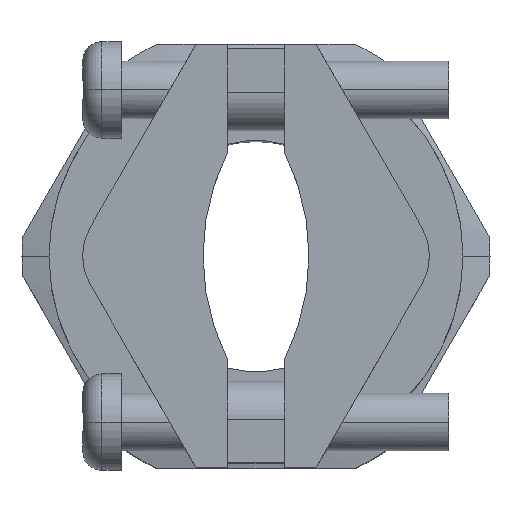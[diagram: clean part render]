
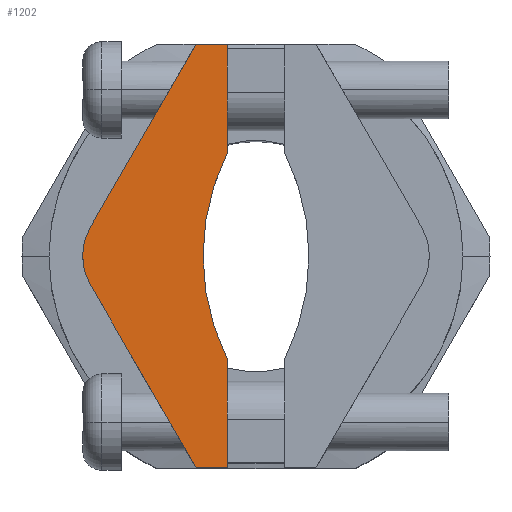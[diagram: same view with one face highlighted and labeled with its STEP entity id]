
A CAD part, top view. The second image highlights one B-rep face of the part: STEP entity #1202.
In plain terms, the highlighted planar face has unit normal (0, 0, 1).
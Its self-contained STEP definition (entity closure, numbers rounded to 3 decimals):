
#85 = LINE ( 'NONE', #86, #4065 ) ;
#86 = CARTESIAN_POINT ( 'NONE',  ( -1.5, -5.333, 34.5 ) ) ;
#87 = DIRECTION ( 'NONE',  ( 0., 1., 0. ) ) ;
#196 = LINE ( 'NONE', #197, #2414 ) ;
#197 = CARTESIAN_POINT ( 'NONE',  ( -1.5, -5.333, 34.5 ) ) ;
#198 = DIRECTION ( 'NONE',  ( 0., 1., 0. ) ) ;
#314 = EDGE_CURVE ( 'NONE', #3701, #3556, #85, .T. ) ;
#347 = EDGE_CURVE ( 'NONE', #3543, #3704, #196, .T. ) ;
#382 = EDGE_CURVE ( 'NONE', #3476, #3559, #2068, .T. ) ;
#416 = EDGE_CURVE ( 'NONE', #3559, #3206, #946, .T. ) ;
#429 = EDGE_CURVE ( 'NONE', #1632, #3608, #2219, .T. ) ;
#454 = EDGE_CURVE ( 'NONE', #3496, #3498, #2299, .T. ) ;
#455 = EDGE_CURVE ( 'NONE', #3498, #3514, #2303, .T. ) ;
#473 = EDGE_CURVE ( 'NONE', #3556, #3543, #2591, .T. ) ;
#697 = LINE ( 'NONE', #698, #2506 ) ;
#698 = CARTESIAN_POINT ( 'NONE',  ( -1.5, -11., 34.5 ) ) ;
#699 = DIRECTION ( 'NONE',  ( 1., 0., 0. ) ) ;
#771 = CARTESIAN_POINT ( 'NONE',  ( 9.25, 0., 34.5 ) ) ;
#772 = DIRECTION ( 'NONE',  ( 0., 0., -1. ) ) ;
#773 = DIRECTION ( 'NONE',  ( 1., 0., 0. ) ) ;
#928 = EDGE_CURVE ( 'NONE', #3248, #3496, #3925, .T. ) ;
#936 = EDGE_CURVE ( 'NONE', #3206, #1632, #1925, .T. ) ;
#945 = EDGE_CURVE ( 'NONE', #3514, #3476, #3979, .T. ) ;
#946 = CIRCLE ( 'NONE', #1956, 3. ) ;
#975 = EDGE_CURVE ( 'NONE', #3704, #3423, #1920, .T. ) ;
#1133 = EDGE_CURVE ( 'NONE', #3608, #3701, #697, .T. ) ;
#1158 = EDGE_CURVE ( 'NONE', #3423, #3248, #1359, .T. ) ;
#1202 = ADVANCED_FACE ( 'NONE', ( #2350 ), #4737, .T. ) ;
#1212 = VECTOR ( 'NONE', #3927, 1000. ) ;
#1220 = AXIS2_PLACEMENT_3D ( 'NONE', #3953, #3954, #3955 ) ;
#1232 = VECTOR ( 'NONE', #3981, 1000. ) ;
#1263 = AXIS2_PLACEMENT_3D ( 'NONE', #2885, #2886, #2887 ) ;
#1359 = CIRCLE ( 'NONE', #2530, 12. ) ;
#1503 = VECTOR ( 'NONE', #2593, 1000. ) ;
#1543 = ORIENTED_EDGE ( 'NONE', *, *, #382, .T. ) ;
#1544 = ORIENTED_EDGE ( 'NONE', *, *, #473, .T. ) ;
#1548 = ORIENTED_EDGE ( 'NONE', *, *, #1133, .T. ) ;
#1555 = ORIENTED_EDGE ( 'NONE', *, *, #416, .T. ) ;
#1561 = ORIENTED_EDGE ( 'NONE', *, *, #314, .T. ) ;
#1568 = ORIENTED_EDGE ( 'NONE', *, *, #936, .T. ) ;
#1572 = ORIENTED_EDGE ( 'NONE', *, *, #945, .T. ) ;
#1575 = ORIENTED_EDGE ( 'NONE', *, *, #455, .T. ) ;
#1576 = ORIENTED_EDGE ( 'NONE', *, *, #454, .T. ) ;
#1580 = ORIENTED_EDGE ( 'NONE', *, *, #429, .T. ) ;
#1581 = ORIENTED_EDGE ( 'NONE', *, *, #928, .T. ) ;
#1587 = ORIENTED_EDGE ( 'NONE', *, *, #347, .T. ) ;
#1588 = ORIENTED_EDGE ( 'NONE', *, *, #1158, .T. ) ;
#1589 = ORIENTED_EDGE ( 'NONE', *, *, #975, .T. ) ;
#1632 = VERTEX_POINT ( 'NONE', #4766 ) ;
#1633 = EDGE_LOOP ( 'NONE', ( #1548, #1561, #1544, #1587, #1589, #1588, #1581, #1576, #1575, #1572, #1543, #1555, #1568, #1580 ) ) ;
#1920 = CIRCLE ( 'NONE', #1263, 12. ) ;
#1925 = CIRCLE ( 'NONE', #1220, 3. ) ;
#1947 = VECTOR ( 'NONE', #2301, 1000. ) ;
#1956 = AXIS2_PLACEMENT_3D ( 'NONE', #2177, #2178, #2179 ) ;
#1962 = VECTOR ( 'NONE', #2221, 1000. ) ;
#1998 = VECTOR ( 'NONE', #2305, 1000. ) ;
#2068 = LINE ( 'NONE', #2069, #2398 ) ;
#2069 = CARTESIAN_POINT ( 'NONE',  ( -3.113, 11., 34.5 ) ) ;
#2070 = DIRECTION ( 'NONE',  ( -0.5, -0.866, 0. ) ) ;
#2177 = CARTESIAN_POINT ( 'NONE',  ( -6., 0., 34.5 ) ) ;
#2178 = DIRECTION ( 'NONE',  ( 0., 0., 1. ) ) ;
#2179 = DIRECTION ( 'NONE',  ( 1., 0., 0. ) ) ;
#2219 = LINE ( 'NONE', #2220, #1962 ) ;
#2220 = CARTESIAN_POINT ( 'NONE',  ( -3.113, -11., 34.5 ) ) ;
#2221 = DIRECTION ( 'NONE',  ( 0.5, -0.866, 0. ) ) ;
#2299 = LINE ( 'NONE', #2300, #1947 ) ;
#2300 = CARTESIAN_POINT ( 'NONE',  ( -1.5, 5.333, 34.5 ) ) ;
#2301 = DIRECTION ( 'NONE',  ( 0., 1., 0. ) ) ;
#2303 = LINE ( 'NONE', #2304, #1998 ) ;
#2304 = CARTESIAN_POINT ( 'NONE',  ( -1.5, 5.333, 34.5 ) ) ;
#2305 = DIRECTION ( 'NONE',  ( 0., 1., 0. ) ) ;
#2346 = AXIS2_PLACEMENT_3D ( 'NONE', #4738, #4739, #4740 ) ;
#2350 = FACE_OUTER_BOUND ( 'NONE', #1633, .T. ) ;
#2398 = VECTOR ( 'NONE', #2070, 1000. ) ;
#2414 = VECTOR ( 'NONE', #198, 1000. ) ;
#2506 = VECTOR ( 'NONE', #699, 1000. ) ;
#2530 = AXIS2_PLACEMENT_3D ( 'NONE', #771, #772, #773 ) ;
#2591 = LINE ( 'NONE', #2592, #1503 ) ;
#2592 = CARTESIAN_POINT ( 'NONE',  ( -1.5, -5.333, 34.5 ) ) ;
#2593 = DIRECTION ( 'NONE',  ( 0., 1., 0. ) ) ;
#2885 = CARTESIAN_POINT ( 'NONE',  ( 9.25, 0., 34.5 ) ) ;
#2886 = DIRECTION ( 'NONE',  ( 0., 0., -1. ) ) ;
#2887 = DIRECTION ( 'NONE',  ( 1., 0., 0. ) ) ;
#3206 = VERTEX_POINT ( 'NONE', #4808 ) ;
#3248 = VERTEX_POINT ( 'NONE', #4818 ) ;
#3423 = VERTEX_POINT ( 'NONE', #4864 ) ;
#3476 = VERTEX_POINT ( 'NONE', #4882 ) ;
#3496 = VERTEX_POINT ( 'NONE', #4891 ) ;
#3498 = VERTEX_POINT ( 'NONE', #4892 ) ;
#3514 = VERTEX_POINT ( 'NONE', #4904 ) ;
#3543 = VERTEX_POINT ( 'NONE', #4417 ) ;
#3556 = VERTEX_POINT ( 'NONE', #4429 ) ;
#3559 = VERTEX_POINT ( 'NONE', #4433 ) ;
#3608 = VERTEX_POINT ( 'NONE', #4484 ) ;
#3701 = VERTEX_POINT ( 'NONE', #4561 ) ;
#3704 = VERTEX_POINT ( 'NONE', #4564 ) ;
#3925 = LINE ( 'NONE', #3926, #1212 ) ;
#3926 = CARTESIAN_POINT ( 'NONE',  ( -1.5, 5.333, 34.5 ) ) ;
#3927 = DIRECTION ( 'NONE',  ( 0., 1., 0. ) ) ;
#3953 = CARTESIAN_POINT ( 'NONE',  ( -6., 0., 34.5 ) ) ;
#3954 = DIRECTION ( 'NONE',  ( 0., 0., 1. ) ) ;
#3955 = DIRECTION ( 'NONE',  ( 1., 0., 0. ) ) ;
#3979 = LINE ( 'NONE', #3980, #1232 ) ;
#3980 = CARTESIAN_POINT ( 'NONE',  ( -1.5, 11., 34.5 ) ) ;
#3981 = DIRECTION ( 'NONE',  ( -1., 0., 0. ) ) ;
#4065 = VECTOR ( 'NONE', #87, 1000. ) ;
#4417 = CARTESIAN_POINT ( 'NONE',  ( -1.5, -7.177, 34.5 ) ) ;
#4429 = CARTESIAN_POINT ( 'NONE',  ( -1.5, -10.75, 34.5 ) ) ;
#4433 = CARTESIAN_POINT ( 'NONE',  ( -8.598, 1.5, 34.5 ) ) ;
#4484 = CARTESIAN_POINT ( 'NONE',  ( -3.113, -11., 34.5 ) ) ;
#4561 = CARTESIAN_POINT ( 'NONE',  ( -1.5, -11., 34.5 ) ) ;
#4564 = CARTESIAN_POINT ( 'NONE',  ( -1.5, -5.333, 34.5 ) ) ;
#4737 = PLANE ( 'NONE',  #2346 ) ;
#4738 = CARTESIAN_POINT ( 'NONE',  ( -6., 0., 34.5 ) ) ;
#4739 = DIRECTION ( 'NONE',  ( 0., 0., 1. ) ) ;
#4740 = DIRECTION ( 'NONE',  ( 1., 0., 0. ) ) ;
#4766 = CARTESIAN_POINT ( 'NONE',  ( -8.598, -1.5, 34.5 ) ) ;
#4808 = CARTESIAN_POINT ( 'NONE',  ( -9., 0., 34.5 ) ) ;
#4818 = CARTESIAN_POINT ( 'NONE',  ( -1.5, 5.333, 34.5 ) ) ;
#4864 = CARTESIAN_POINT ( 'NONE',  ( -2.75, 0., 34.5 ) ) ;
#4882 = CARTESIAN_POINT ( 'NONE',  ( -3.113, 11., 34.5 ) ) ;
#4891 = CARTESIAN_POINT ( 'NONE',  ( -1.5, 7.177, 34.5 ) ) ;
#4892 = CARTESIAN_POINT ( 'NONE',  ( -1.5, 10.75, 34.5 ) ) ;
#4904 = CARTESIAN_POINT ( 'NONE',  ( -1.5, 11., 34.5 ) ) ;
